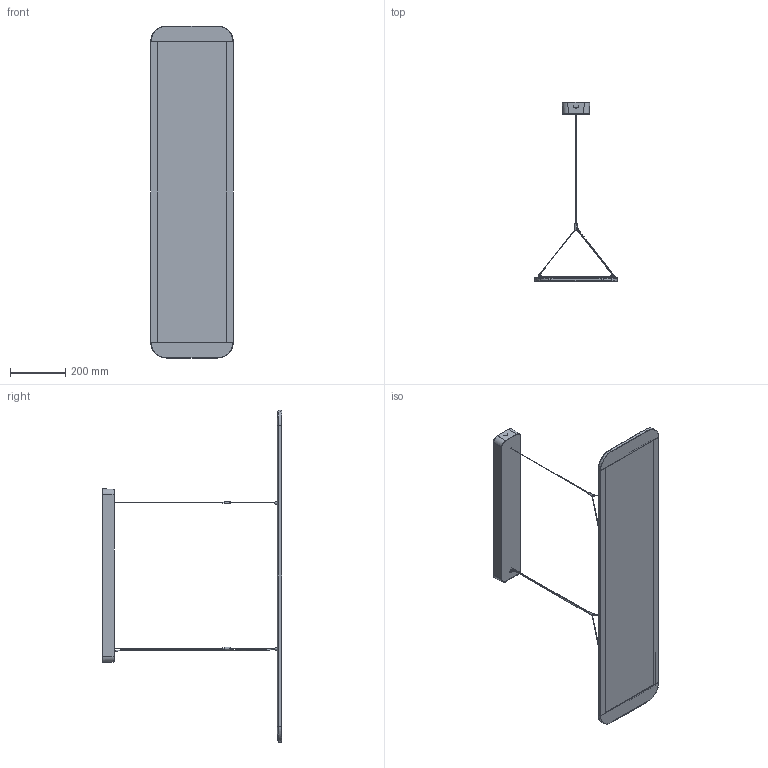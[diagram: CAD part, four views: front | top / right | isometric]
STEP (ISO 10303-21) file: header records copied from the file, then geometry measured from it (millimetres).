
FILE_DESCRIPTION (( 'STEP AP214' ), '1' );
FILE_NAME ('PANEL-D-I.STEP', '2023-03-20T10:18:32', ( '' ), ( '' ), 'SwSTEP 2.0', 'SolidWorks 2020', '' );
FILE_SCHEMA (( 'AUTOMOTIVE_DESIGN' ));
Length unit declared in the file: millimetre
Products named in the file (1): PANEL-D-I
Bounding box: 300 x 651 x 1206 mm (x, y, z)
Volume: 2953747.9 mm3; surface area: 2461882.6 mm2
Topology: 17 solids, 19 shells, 313 faces, 839 edges, 577 vertices
Faces by surface type: plane 150, cylinder 79, bspline 64, cone 16, torus 4
Full cylindrical faces by diameter (mm): 2.2 x2, 13.5 x1
Entity records: 25744 total; most frequent: CARTESIAN_POINT 14985, ORIENTED_EDGE 1666, DIRECTION 1160, EDGE_CURVE 833, VERTEX_POINT 574, AXIS2_PLACEMENT_3D 414, EDGE_LOOP 335, VECTOR 332
